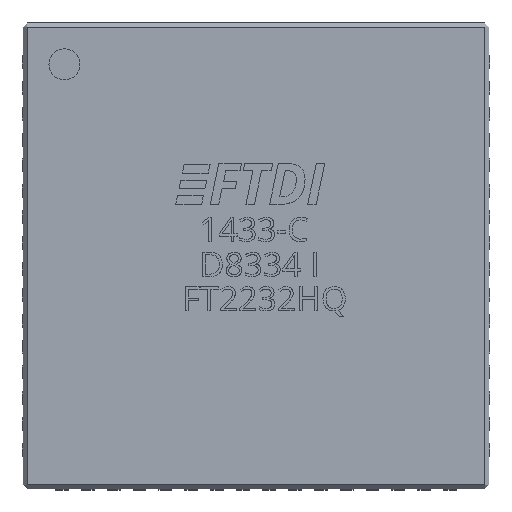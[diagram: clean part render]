
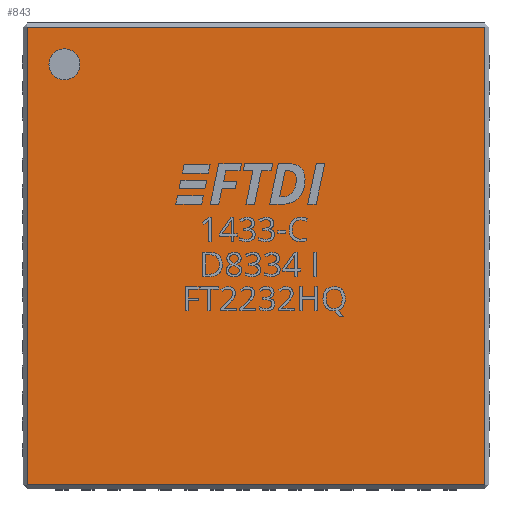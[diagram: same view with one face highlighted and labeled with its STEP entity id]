
A CAD part, top view. The second image highlights one B-rep face of the part: STEP entity #843.
In plain terms, the highlighted planar face has unit normal (0, 0, 1).
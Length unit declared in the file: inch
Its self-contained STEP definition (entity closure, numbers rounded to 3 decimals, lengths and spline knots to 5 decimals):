
#134 = PLANE('',#135);
#135 = AXIS2_PLACEMENT_3D('',#136,#137,#138);
#136 = CARTESIAN_POINT('',(-0.17559,-0.17717,
    0.03524));
#137 = DIRECTION('',(0.707,0.,-0.707)
  );
#138 = DIRECTION('',(0.,1.,0.));
#472 = VERTEX_POINT('',#473);
#473 = CARTESIAN_POINT('',(-0.17402,-0.17402,
    0.03681));
#496 = VERTEX_POINT('',#497);
#497 = CARTESIAN_POINT('',(-0.17402,0.17402,
    0.03681));
#518 = EDGE_CURVE('',#472,#496,#519,.T.);
#519 = SURFACE_CURVE('',#520,(#524,#531),.PCURVE_S1.);
#520 = LINE('',#521,#522);
#521 = CARTESIAN_POINT('',(-0.17402,-0.17717,
    0.03681));
#522 = VECTOR('',#523,0.03937);
#523 = DIRECTION('',(0.,1.,0.));
#524 = PCURVE('',#134,#525);
#525 = DEFINITIONAL_REPRESENTATION('',(#526),#530);
#526 = LINE('',#527,#528);
#527 = CARTESIAN_POINT('',(0.,0.002));
#528 = VECTOR('',#529,1.);
#529 = DIRECTION('',(1.,0.));
#530 = ( GEOMETRIC_REPRESENTATION_CONTEXT(2) 
PARAMETRIC_REPRESENTATION_CONTEXT() REPRESENTATION_CONTEXT('2D SPACE',''
  ) );
#531 = PCURVE('',#532,#537);
#532 = PLANE('',#533);
#533 = AXIS2_PLACEMENT_3D('',#534,#535,#536);
#534 = CARTESIAN_POINT('',(-0.17717,-0.17717,
    0.03681));
#535 = DIRECTION('',(0.,0.,1.));
#536 = DIRECTION('',(1.,0.,0.));
#537 = DEFINITIONAL_REPRESENTATION('',(#538),#542);
#538 = LINE('',#539,#540);
#539 = CARTESIAN_POINT('',(0.003,0.));
#540 = VECTOR('',#541,1.);
#541 = DIRECTION('',(0.,1.));
#542 = ( GEOMETRIC_REPRESENTATION_CONTEXT(2) 
PARAMETRIC_REPRESENTATION_CONTEXT() REPRESENTATION_CONTEXT('2D SPACE',''
  ) );
#565 = PLANE('',#566);
#566 = AXIS2_PLACEMENT_3D('',#567,#568,#569);
#567 = CARTESIAN_POINT('',(-0.17717,-0.17559,
    0.03524));
#568 = DIRECTION('',(0.,0.707,-0.707)
  );
#569 = DIRECTION('',(-1.,0.,0.));
#619 = PLANE('',#620);
#620 = AXIS2_PLACEMENT_3D('',#621,#622,#623);
#621 = CARTESIAN_POINT('',(-0.17717,0.17559,
    0.03524));
#622 = DIRECTION('',(0.,0.707,0.707));
#623 = DIRECTION('',(-1.,0.,0.));
#779 = PLANE('',#780);
#780 = AXIS2_PLACEMENT_3D('',#781,#782,#783);
#781 = CARTESIAN_POINT('',(0.17559,-0.17717,
    0.03524));
#782 = DIRECTION('',(0.707,0.,0.707)
  );
#783 = DIRECTION('',(0.,1.,0.));
#843 = ADVANCED_FACE('',(#844,#914),#532,.T.);
#844 = FACE_BOUND('',#845,.T.);
#845 = EDGE_LOOP('',(#846,#847,#870,#893));
#846 = ORIENTED_EDGE('',*,*,#518,.F.);
#847 = ORIENTED_EDGE('',*,*,#848,.T.);
#848 = EDGE_CURVE('',#472,#849,#851,.T.);
#849 = VERTEX_POINT('',#850);
#850 = CARTESIAN_POINT('',(0.17402,-0.17402,
    0.03681));
#851 = SURFACE_CURVE('',#852,(#856,#863),.PCURVE_S1.);
#852 = LINE('',#853,#854);
#853 = CARTESIAN_POINT('',(-0.17717,-0.17402,
    0.03681));
#854 = VECTOR('',#855,0.03937);
#855 = DIRECTION('',(1.,0.,0.));
#856 = PCURVE('',#532,#857);
#857 = DEFINITIONAL_REPRESENTATION('',(#858),#862);
#858 = LINE('',#859,#860);
#859 = CARTESIAN_POINT('',(0.,0.003));
#860 = VECTOR('',#861,1.);
#861 = DIRECTION('',(1.,0.));
#862 = ( GEOMETRIC_REPRESENTATION_CONTEXT(2) 
PARAMETRIC_REPRESENTATION_CONTEXT() REPRESENTATION_CONTEXT('2D SPACE',''
  ) );
#863 = PCURVE('',#565,#864);
#864 = DEFINITIONAL_REPRESENTATION('',(#865),#869);
#865 = LINE('',#866,#867);
#866 = CARTESIAN_POINT('',(-0.,0.002));
#867 = VECTOR('',#868,1.);
#868 = DIRECTION('',(-1.,0.));
#869 = ( GEOMETRIC_REPRESENTATION_CONTEXT(2) 
PARAMETRIC_REPRESENTATION_CONTEXT() REPRESENTATION_CONTEXT('2D SPACE',''
  ) );
#870 = ORIENTED_EDGE('',*,*,#871,.T.);
#871 = EDGE_CURVE('',#849,#872,#874,.T.);
#872 = VERTEX_POINT('',#873);
#873 = CARTESIAN_POINT('',(0.17402,0.17402,
    0.03681));
#874 = SURFACE_CURVE('',#875,(#879,#886),.PCURVE_S1.);
#875 = LINE('',#876,#877);
#876 = CARTESIAN_POINT('',(0.17402,-0.17717,
    0.03681));
#877 = VECTOR('',#878,0.03937);
#878 = DIRECTION('',(0.,1.,0.));
#879 = PCURVE('',#532,#880);
#880 = DEFINITIONAL_REPRESENTATION('',(#881),#885);
#881 = LINE('',#882,#883);
#882 = CARTESIAN_POINT('',(0.351,0.));
#883 = VECTOR('',#884,1.);
#884 = DIRECTION('',(0.,1.));
#885 = ( GEOMETRIC_REPRESENTATION_CONTEXT(2) 
PARAMETRIC_REPRESENTATION_CONTEXT() REPRESENTATION_CONTEXT('2D SPACE',''
  ) );
#886 = PCURVE('',#779,#887);
#887 = DEFINITIONAL_REPRESENTATION('',(#888),#892);
#888 = LINE('',#889,#890);
#889 = CARTESIAN_POINT('',(0.,0.002));
#890 = VECTOR('',#891,1.);
#891 = DIRECTION('',(1.,0.));
#892 = ( GEOMETRIC_REPRESENTATION_CONTEXT(2) 
PARAMETRIC_REPRESENTATION_CONTEXT() REPRESENTATION_CONTEXT('2D SPACE',''
  ) );
#893 = ORIENTED_EDGE('',*,*,#894,.F.);
#894 = EDGE_CURVE('',#496,#872,#895,.T.);
#895 = SURFACE_CURVE('',#896,(#900,#907),.PCURVE_S1.);
#896 = LINE('',#897,#898);
#897 = CARTESIAN_POINT('',(-0.17717,0.17402,
    0.03681));
#898 = VECTOR('',#899,0.03937);
#899 = DIRECTION('',(1.,0.,0.));
#900 = PCURVE('',#532,#901);
#901 = DEFINITIONAL_REPRESENTATION('',(#902),#906);
#902 = LINE('',#903,#904);
#903 = CARTESIAN_POINT('',(0.,0.351));
#904 = VECTOR('',#905,1.);
#905 = DIRECTION('',(1.,0.));
#906 = ( GEOMETRIC_REPRESENTATION_CONTEXT(2) 
PARAMETRIC_REPRESENTATION_CONTEXT() REPRESENTATION_CONTEXT('2D SPACE',''
  ) );
#907 = PCURVE('',#619,#908);
#908 = DEFINITIONAL_REPRESENTATION('',(#909),#913);
#909 = LINE('',#910,#911);
#910 = CARTESIAN_POINT('',(-0.,0.002));
#911 = VECTOR('',#912,1.);
#912 = DIRECTION('',(-1.,0.));
#913 = ( GEOMETRIC_REPRESENTATION_CONTEXT(2) 
PARAMETRIC_REPRESENTATION_CONTEXT() REPRESENTATION_CONTEXT('2D SPACE',''
  ) );
#914 = FACE_BOUND('',#915,.T.);
#915 = EDGE_LOOP('',(#916));
#916 = ORIENTED_EDGE('',*,*,#917,.F.);
#917 = EDGE_CURVE('',#918,#918,#920,.T.);
#918 = VERTEX_POINT('',#919);
#919 = CARTESIAN_POINT('',(-0.13386,0.14567,
    0.03681));
#920 = SURFACE_CURVE('',#921,(#926,#933),.PCURVE_S1.);
#921 = CIRCLE('',#922,0.01181);
#922 = AXIS2_PLACEMENT_3D('',#923,#924,#925);
#923 = CARTESIAN_POINT('',(-0.14567,0.14567,
    0.03681));
#924 = DIRECTION('',(0.,0.,1.));
#925 = DIRECTION('',(1.,0.,0.));
#926 = PCURVE('',#532,#927);
#927 = DEFINITIONAL_REPRESENTATION('',(#928),#932);
#928 = CIRCLE('',#929,0.01181);
#929 = AXIS2_PLACEMENT_2D('',#930,#931);
#930 = CARTESIAN_POINT('',(0.031,0.323));
#931 = DIRECTION('',(1.,0.));
#932 = ( GEOMETRIC_REPRESENTATION_CONTEXT(2) 
PARAMETRIC_REPRESENTATION_CONTEXT() REPRESENTATION_CONTEXT('2D SPACE',''
  ) );
#933 = PCURVE('',#934,#939);
#934 = CYLINDRICAL_SURFACE('',#935,0.01181);
#935 = AXIS2_PLACEMENT_3D('',#936,#937,#938);
#936 = CARTESIAN_POINT('',(-0.14567,0.14567,
    0.03681));
#937 = DIRECTION('',(0.,0.,1.));
#938 = DIRECTION('',(1.,0.,-0.));
#939 = DEFINITIONAL_REPRESENTATION('',(#940),#944);
#940 = LINE('',#941,#942);
#941 = CARTESIAN_POINT('',(0.,0.));
#942 = VECTOR('',#943,1.);
#943 = DIRECTION('',(1.,0.));
#944 = ( GEOMETRIC_REPRESENTATION_CONTEXT(2) 
PARAMETRIC_REPRESENTATION_CONTEXT() REPRESENTATION_CONTEXT('2D SPACE',''
  ) );
